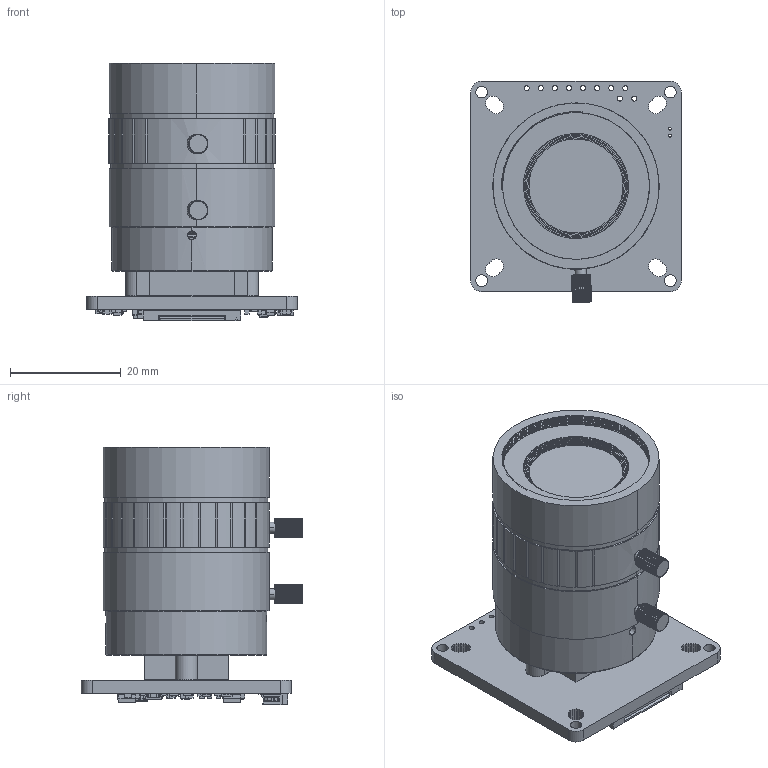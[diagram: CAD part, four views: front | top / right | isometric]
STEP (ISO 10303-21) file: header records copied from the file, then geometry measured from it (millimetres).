
FILE_DESCRIPTION (( 'STEP AP214' ), '1' );
FILE_NAME ('uc-517×°Åä.STEP', '2020-07-23T06:45:27', ( 'arducam007' ), ( '' ), 'SwSTEP 2.0', 'SolidWorks 2018', '' );
FILE_SCHEMA (( 'AUTOMOTIVE_DESIGN' ));
Length unit declared in the file: millimetre
Products named in the file (4): 6mm cs 噩芛; UC-517; cs噩芛釱; uc-517蚾饜
Assembly tree (3 placements, depth 2):
  uc-517蚾饜
    UC-517
    cs噩芛釱
    6mm cs 噩芛
Bounding box: 38 x 40.06 x 46.39 mm (x, y, z)
Volume: 26194.7 mm3; surface area: 14933.1 mm2
Topology: 160 solids, 160 shells, 4572 faces, 11581 edges, 7238 vertices
Faces by surface type: plane 2534, cylinder 1029, bspline 725, sphere 204, cone 62, torus 18
Entity records: 241214 total; most frequent: CARTESIAN_POINT 89812, ORIENTED_EDGE 22698, DIRECTION 18989, EDGE_CURVE 11349, VECTOR 7719, LINE 7719, VERTEX_POINT 7238, AXIS2_PLACEMENT_3D 5635
